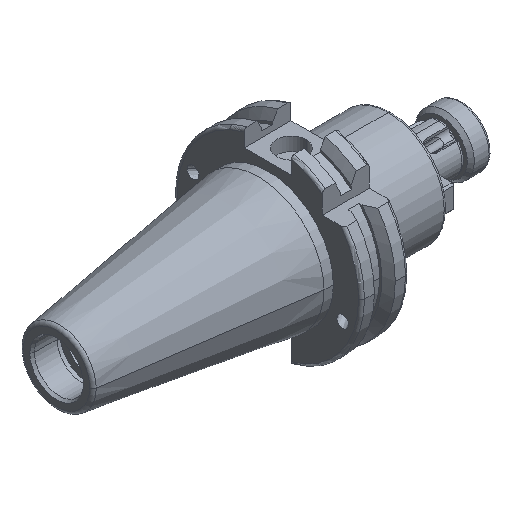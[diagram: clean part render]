
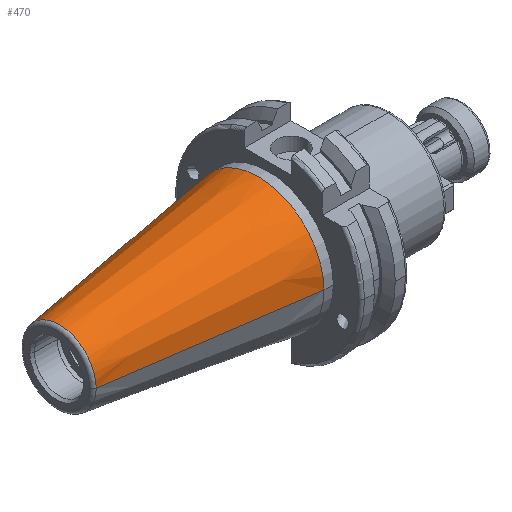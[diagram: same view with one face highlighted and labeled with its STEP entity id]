
A CAD part, isometric view. The second image highlights one B-rep face of the part: STEP entity #470.
In plain terms, the highlighted conical face has half-angle 8.297 degrees and reference radius 22.225 mm.
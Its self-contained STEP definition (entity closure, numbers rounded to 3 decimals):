
#206 = VERTEX_POINT ( 'NONE', #5588 ) ;
#404 = DIRECTION ( 'NONE',  ( -1., 0., 0. ) ) ;
#470 = ADVANCED_FACE ( 'NONE', ( #4962 ), #4598, .T. ) ;
#1780 = ORIENTED_EDGE ( 'NONE', *, *, #4655, .T. ) ;
#1843 = DIRECTION ( 'NONE',  ( -1., 0., 0. ) ) ;
#2143 = LINE ( 'NONE', #6240, #2150 ) ;
#2150 = VECTOR ( 'NONE', #6157, 1000. ) ;
#2154 = EDGE_CURVE ( 'NONE', #2341, #206, #8173, .T. ) ;
#2341 = VERTEX_POINT ( 'NONE', #5461 ) ;
#2471 = EDGE_CURVE ( 'NONE', #8805, #2341, #7098, .T. ) ;
#2739 = ORIENTED_EDGE ( 'NONE', *, *, #5738, .T. ) ;
#3733 = DIRECTION ( 'NONE',  ( 0., -1., 0. ) ) ;
#4419 = DIRECTION ( 'NONE',  ( 0., -1., 0. ) ) ;
#4452 = CARTESIAN_POINT ( 'NONE',  ( -67.373, 0., 0. ) ) ;
#4598 = CONICAL_SURFACE ( 'NONE', #9675, 22.225, 0.145 ) ;
#4655 = EDGE_CURVE ( 'NONE', #6409, #206, #8511, .T. ) ;
#4715 = CARTESIAN_POINT ( 'NONE',  ( -67.373, -12.4, 0. ) ) ;
#4962 = FACE_OUTER_BOUND ( 'NONE', #7840, .T. ) ;
#5461 = CARTESIAN_POINT ( 'NONE',  ( -67.373, 12.4, 0. ) ) ;
#5588 = CARTESIAN_POINT ( 'NONE',  ( 0., 22.225, 0. ) ) ;
#5738 = EDGE_CURVE ( 'NONE', #8805, #6409, #2143, .T. ) ;
#5792 = AXIS2_PLACEMENT_3D ( 'NONE', #9890, #1843, #3733 ) ;
#6157 = DIRECTION ( 'NONE',  ( 0.99, -0.144, 0. ) ) ;
#6240 = CARTESIAN_POINT ( 'NONE',  ( 0., -22.225, 0. ) ) ;
#6409 = VERTEX_POINT ( 'NONE', #9681 ) ;
#6544 = CARTESIAN_POINT ( 'NONE',  ( 0., 22.225, 0. ) ) ;
#6674 = DIRECTION ( 'NONE',  ( 0.99, 0.144, 0. ) ) ;
#7098 = CIRCLE ( 'NONE', #7598, 12.4 ) ;
#7516 = DIRECTION ( 'NONE',  ( 1., 0., 0. ) ) ;
#7598 = AXIS2_PLACEMENT_3D ( 'NONE', #4452, #404, #4419 ) ;
#7840 = EDGE_LOOP ( 'NONE', ( #8126, #2739, #1780, #8062 ) ) ;
#7894 = VECTOR ( 'NONE', #6674, 1000. ) ;
#7991 = DIRECTION ( 'NONE',  ( 0., 1., 0. ) ) ;
#8062 = ORIENTED_EDGE ( 'NONE', *, *, #2154, .F. ) ;
#8126 = ORIENTED_EDGE ( 'NONE', *, *, #2471, .F. ) ;
#8173 = LINE ( 'NONE', #6544, #7894 ) ;
#8511 = CIRCLE ( 'NONE', #5792, 22.225 ) ;
#8805 = VERTEX_POINT ( 'NONE', #4715 ) ;
#9217 = CARTESIAN_POINT ( 'NONE',  ( 0., 0., 0. ) ) ;
#9675 = AXIS2_PLACEMENT_3D ( 'NONE', #9217, #7516, #7991 ) ;
#9681 = CARTESIAN_POINT ( 'NONE',  ( 0., -22.225, 0. ) ) ;
#9890 = CARTESIAN_POINT ( 'NONE',  ( 0., 0., 0. ) ) ;
